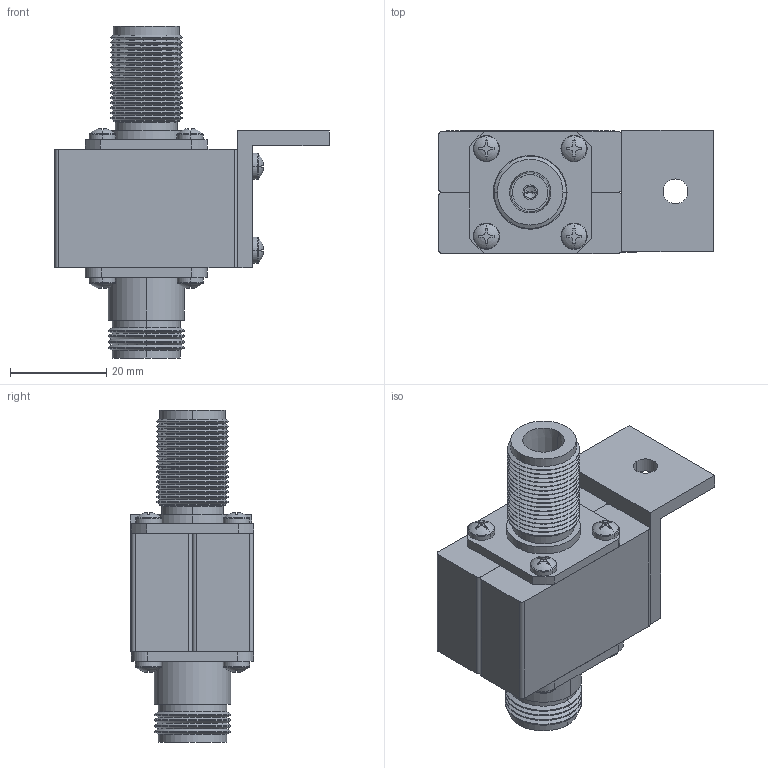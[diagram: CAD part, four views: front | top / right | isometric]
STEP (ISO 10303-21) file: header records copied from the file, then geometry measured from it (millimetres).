
FILE_DESCRIPTION (( 'STEP AP214' ), '1' );
FILE_NAME ('LCSP1029.STEP', '2018-04-10T15:31:28', ( '' ), ( '' ), 'SwSTEP 2.0', 'SolidWorks 2017', '' );
FILE_SCHEMA (( 'AUTOMOTIVE_DESIGN' ));
Length unit declared in the file: inch
Products named in the file (9): 2011-6101-02; 2003-3431_BLK; 5210-0018; 1081-0251-05; 5100-0002; 4033-0178; 2011-6100-01; 5330-001; LCSP1029
Assembly tree (19 placements, depth 2):
  LCSP1029
    5330-001
    1081-0251-05  x12
    2011-6101-02
    2011-6100-01
    4033-0178
    5100-0002
    5210-0018
    2003-3431_BLK
Bounding box: 57.15 x 25.62 x 69.09 mm (x, y, z)
Volume: 30775.6 mm3; surface area: 21066.3 mm2
Topology: 19 solids, 19 shells, 1710 faces, 3773 edges, 2113 vertices
Faces by surface type: cone 718, cylinder 605, plane 329, torus 54, bspline 4
Entity records: 16434 total; most frequent: CARTESIAN_POINT 2897, DIRECTION 2807, ORIENTED_EDGE 2434, EDGE_CURVE 1217, AXIS2_PLACEMENT_3D 1098, VERTEX_POINT 716, VECTOR 611, EDGE_LOOP 611
